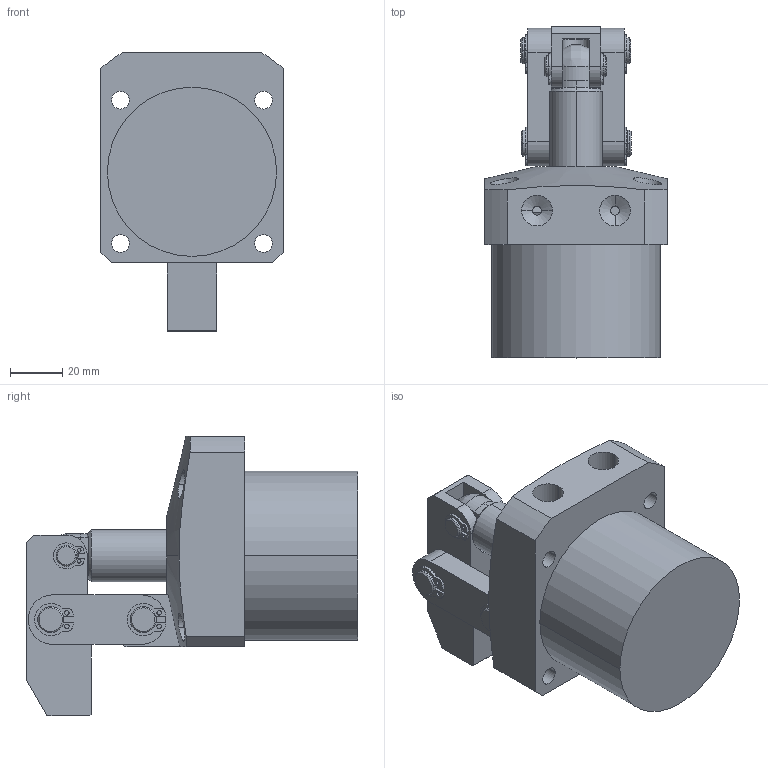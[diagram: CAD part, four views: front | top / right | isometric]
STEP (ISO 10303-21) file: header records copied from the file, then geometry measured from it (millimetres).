
FILE_DESCRIPTION (( 'STEP AP214' ), '1' );
FILE_NAME ('CLKA-065油压杠杆缸三维图.STEP', '2023-07-10T03:33:32', ( 'PC' ), ( '' ), 'SwSTEP 2.0', 'SolidWorks 2016', '' );
FILE_SCHEMA (( 'AUTOMOTIVE_DESIGN' ));
Length unit declared in the file: millimetre
Products named in the file (9): 065活塞杆; CLKA-50傻种00_2; CLKA-065油压杠杆缸三维图; CLKA-065蟀裝00_2; 065掛极; CLKA-50酗种_2; CLKA-50揤旋00_2; CLKA-50开口挡圈10_2; CLKA-50开口挡圈8_2
Assembly tree (14 placements, depth 2):
  CLKA-065油压杠杆缸三维图
    CLKA-50傻种00_2
    065活塞杆
    CLKA-50开口挡圈8_2  x2
    CLKA-50开口挡圈10_2  x4
    CLKA-50揤旋00_2
    CLKA-50酗种_2  x2
    065掛极
    CLKA-065蟀裝00_2  x2
Bounding box: 70 x 127.5 x 107.5 mm (x, y, z)
Volume: 291732.9 mm3; surface area: 72970.6 mm2
Topology: 15 solids, 15 shells, 319 faces, 776 edges, 508 vertices
Faces by surface type: cylinder 181, plane 108, cone 29, bspline 1
Entity records: 9070 total; most frequent: CARTESIAN_POINT 1541, DIRECTION 1157, ORIENTED_EDGE 996, EDGE_CURVE 498, AXIS2_PLACEMENT_3D 461, VERTEX_POINT 324, EDGE_LOOP 258, CIRCLE 236
